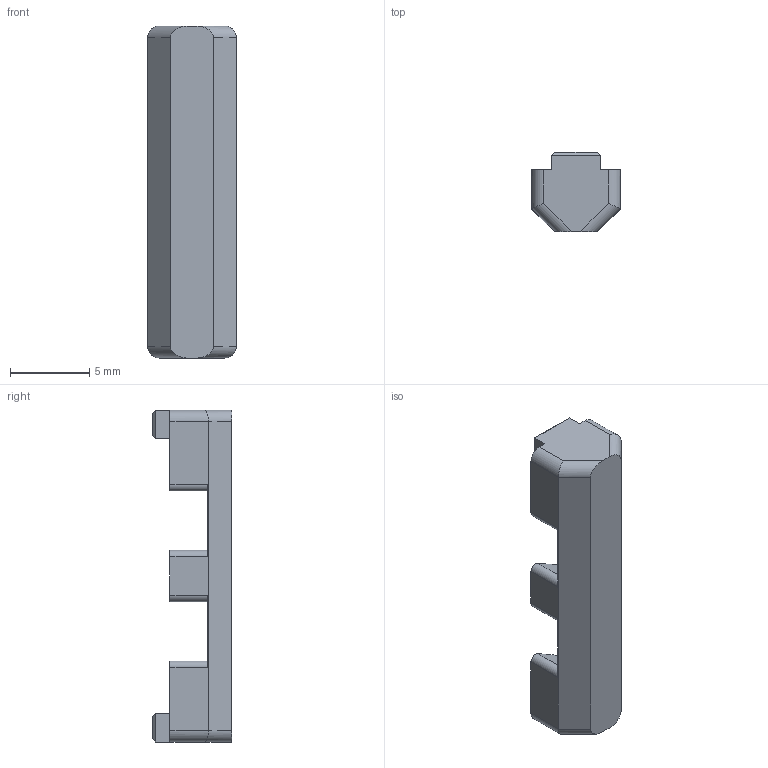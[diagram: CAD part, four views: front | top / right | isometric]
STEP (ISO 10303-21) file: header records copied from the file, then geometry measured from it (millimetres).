
FILE_DESCRIPTION(/* description */ (''),/* implementation_level */ '2;1');
FILE_NAME(/* name */ 'NoDropNut_Door_Latch_x2.step',/* time_stamp */ '2022-03-27T13:06:04+02:00',/* author */ (''),/* organization */ (''),/* preprocessor_version */ 'ST-DEVELOPER v18.1',/* originating_system */ 'Autodesk Translation Framework v10.13.0.1454',/* authorisation */ '');
FILE_SCHEMA (('AUTOMOTIVE_DESIGN { 1 0 10303 214 3 1 1 }'));
Length unit declared in the file: millimetre
Products named in the file (1): NoDropNut_Door_Latch_x2
Bounding box: 5.6 x 5 x 21 mm (x, y, z)
Volume: 278 mm3; surface area: 454.1 mm2
Topology: 1 solids, 1 shells, 58 faces, 148 edges, 94 vertices
Faces by surface type: plane 38, cylinder 18, cone 2
Full cylindrical faces by diameter (mm): 3.1 x2
Entity records: 1774 total; most frequent: CARTESIAN_POINT 301, DIRECTION 300, ORIENTED_EDGE 296, EDGE_CURVE 148, LINE 114, VECTOR 114, VERTEX_POINT 94, AXIS2_PLACEMENT_3D 93
